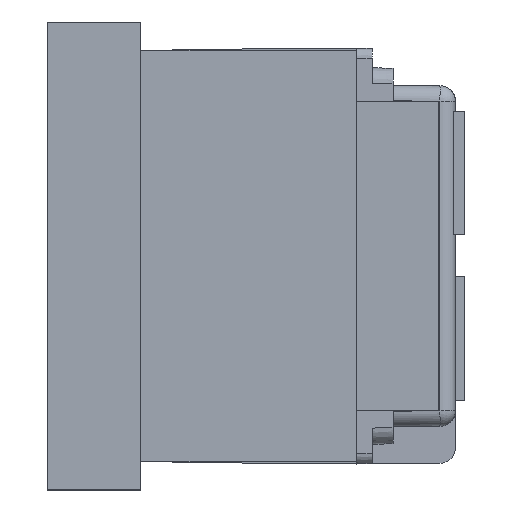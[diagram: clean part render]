
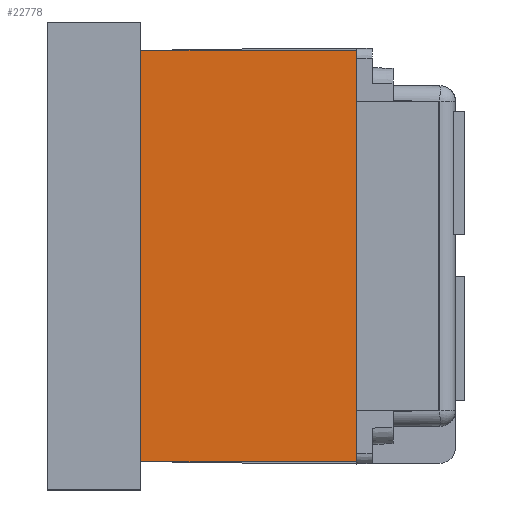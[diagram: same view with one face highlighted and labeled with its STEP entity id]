
A CAD part, left-side view. The second image highlights one B-rep face of the part: STEP entity #22778.
In plain terms, the highlighted face is planar.
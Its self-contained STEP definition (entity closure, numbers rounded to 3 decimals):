
#821 = FACE_OUTER_BOUND ( 'NONE', #17116, .T. ) ;
#872 = CARTESIAN_POINT ( 'NONE',  ( 42.3, 19.8, 29.75 ) ) ;
#884 = CARTESIAN_POINT ( 'NONE',  ( 42.3, -19.8, 9. ) ) ;
#942 = DIRECTION ( 'NONE',  ( 0., 0., 1. ) ) ;
#1316 = ORIENTED_EDGE ( 'NONE', *, *, #15838, .F. ) ;
#2210 = CARTESIAN_POINT ( 'NONE',  ( 42.3, -19.8, 9. ) ) ;
#3385 = EDGE_CURVE ( 'NONE', #19757, #9469, #16659, .T. ) ;
#8595 = CARTESIAN_POINT ( 'NONE',  ( 42.3, -19.8, 29.75 ) ) ;
#9002 = CARTESIAN_POINT ( 'NONE',  ( 42.3, 19.8, 29.75 ) ) ;
#9469 = VERTEX_POINT ( 'NONE', #14163 ) ;
#10119 = VECTOR ( 'NONE', #13552, 1000. ) ;
#10418 = VECTOR ( 'NONE', #22687, 1000. ) ;
#11564 = VECTOR ( 'NONE', #12217, 1000. ) ;
#11655 = ORIENTED_EDGE ( 'NONE', *, *, #3385, .F. ) ;
#11822 = ORIENTED_EDGE ( 'NONE', *, *, #24454, .T. ) ;
#12217 = DIRECTION ( 'NONE',  ( 0., 0., -1. ) ) ;
#12449 = VERTEX_POINT ( 'NONE', #884 ) ;
#13495 = CARTESIAN_POINT ( 'NONE',  ( 42.3, -19.8, 29.75 ) ) ;
#13552 = DIRECTION ( 'NONE',  ( 0., 1., 0. ) ) ;
#14163 = CARTESIAN_POINT ( 'NONE',  ( 42.3, 19.8, 9. ) ) ;
#14524 = VECTOR ( 'NONE', #21194, 1000. ) ;
#14667 = EDGE_CURVE ( 'NONE', #24981, #12449, #20796, .T. ) ;
#15460 = LINE ( 'NONE', #2210, #10119 ) ;
#15838 = EDGE_CURVE ( 'NONE', #24981, #19757, #16941, .T. ) ;
#16659 = LINE ( 'NONE', #872, #11564 ) ;
#16941 = LINE ( 'NONE', #13495, #14524 ) ;
#17116 = EDGE_LOOP ( 'NONE', ( #11822, #11655, #1316, #17711 ) ) ;
#17711 = ORIENTED_EDGE ( 'NONE', *, *, #14667, .T. ) ;
#17943 = CARTESIAN_POINT ( 'NONE',  ( 42.3, -19.8, 29.75 ) ) ;
#18232 = PLANE ( 'NONE',  #20207 ) ;
#18668 = CARTESIAN_POINT ( 'NONE',  ( 42.3, -19.8, 29.75 ) ) ;
#19757 = VERTEX_POINT ( 'NONE', #9002 ) ;
#20207 = AXIS2_PLACEMENT_3D ( 'NONE', #8595, #23903, #942 ) ;
#20796 = LINE ( 'NONE', #18668, #10418 ) ;
#21194 = DIRECTION ( 'NONE',  ( 0., 1., 0. ) ) ;
#22687 = DIRECTION ( 'NONE',  ( 0., 0., -1. ) ) ;
#22778 = ADVANCED_FACE ( 'NONE', ( #821 ), #18232, .F. ) ;
#23903 = DIRECTION ( 'NONE',  ( -1., 0., 0. ) ) ;
#24454 = EDGE_CURVE ( 'NONE', #12449, #9469, #15460, .T. ) ;
#24981 = VERTEX_POINT ( 'NONE', #17943 ) ;
